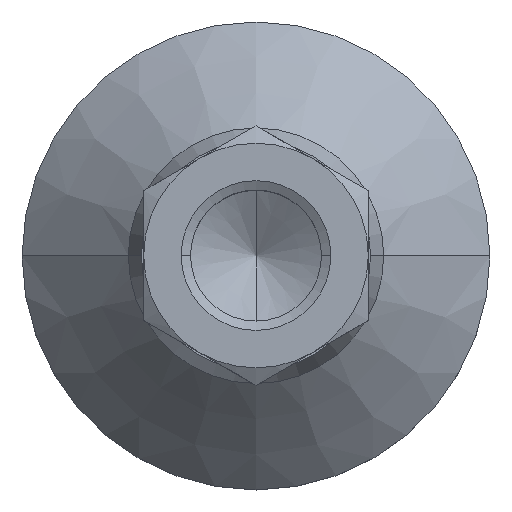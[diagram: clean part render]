
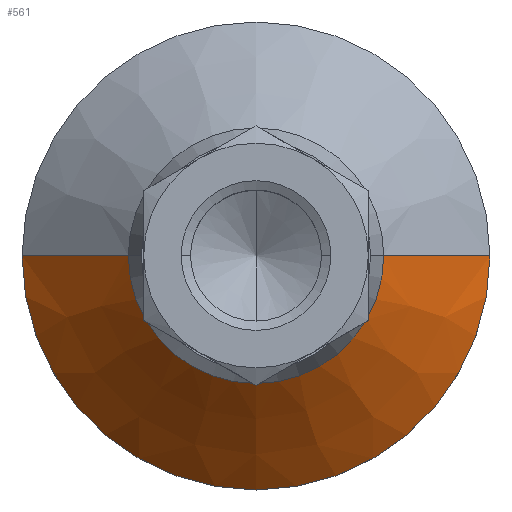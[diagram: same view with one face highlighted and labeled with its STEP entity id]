
A CAD part, top view. The second image highlights one B-rep face of the part: STEP entity #561.
In plain terms, the highlighted conical face has half-angle 45 degrees and reference radius 19.325 mm.
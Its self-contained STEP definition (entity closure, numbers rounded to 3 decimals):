
#317=EDGE_CURVE('',#387,#335,#743,.T.);
#335=VERTEX_POINT('',#761);
#339=VERTEX_POINT('',#766);
#345=EDGE_CURVE('',#339,#391,#774,.T.);
#387=VERTEX_POINT('',#819);
#391=VERTEX_POINT('',#824);
#523=EDGE_CURVE('',#387,#391,#971,.T.);
#561=ADVANCED_FACE('',(#1018),#1019,.T.);
#617=EDGE_CURVE('',#335,#339,#1085,.T.);
#743=LINE('',#1281,#1282);
#761=CARTESIAN_POINT('',(13.65,0.,18.35));
#766=CARTESIAN_POINT('',(-13.65,0.,18.35));
#774=LINE('',#1320,#1321);
#819=CARTESIAN_POINT('',(25.0,0.,7.));
#824=CARTESIAN_POINT('',(-25.0,0.,7.));
#971=CIRCLE('',#1700,25.0);
#1018=FACE_OUTER_BOUND('',#1771,.T.);
#1019=CONICAL_SURFACE('',#1772,19.325,0.785);
#1085=CIRCLE('',#1873,13.65);
#1281=CARTESIAN_POINT('',(19.325,0.,12.675));
#1282=VECTOR('',#1994,1.0);
#1320=CARTESIAN_POINT('',(-19.325,0.,12.675));
#1321=VECTOR('',#2019,1.0);
#1700=AXIS2_PLACEMENT_3D('',#2223,#2224,#2225);
#1771=EDGE_LOOP('',(#2312,#2313,#2314,#2315));
#1772=AXIS2_PLACEMENT_3D('',#2316,#2317,#2318);
#1873=AXIS2_PLACEMENT_3D('',#2418,#2419,#2420);
#1994=DIRECTION('',(-0.707,0.,0.707));
#2019=DIRECTION('',(-0.707,0.,-0.707));
#2223=CARTESIAN_POINT('',(0.0,0.,7.));
#2224=DIRECTION('',(-0.0,0.0,-1.0));
#2225=DIRECTION('',(-1.0,0.,0.0));
#2312=ORIENTED_EDGE('',*,*,#345,.T.);
#2313=ORIENTED_EDGE('',*,*,#523,.F.);
#2314=ORIENTED_EDGE('',*,*,#317,.T.);
#2315=ORIENTED_EDGE('',*,*,#617,.T.);
#2316=CARTESIAN_POINT('',(0.0,0.,12.675));
#2317=DIRECTION('',(-0.0,-0.0,-1.0));
#2318=DIRECTION('',(-1.0,0.,0.0));
#2418=CARTESIAN_POINT('',(0.0,0.,18.35));
#2419=DIRECTION('',(-0.0,0.0,-1.0));
#2420=DIRECTION('',(-1.0,0.,0.0));
